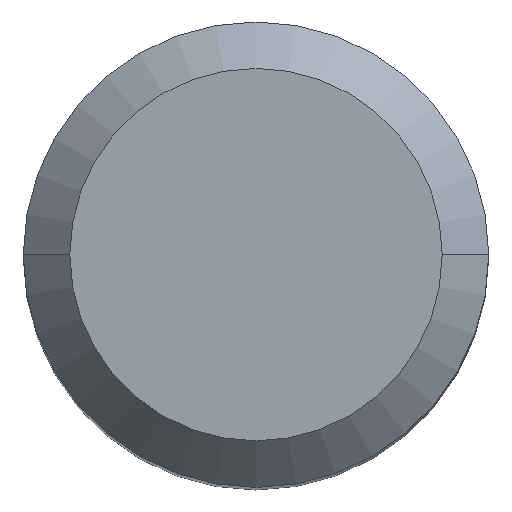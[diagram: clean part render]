
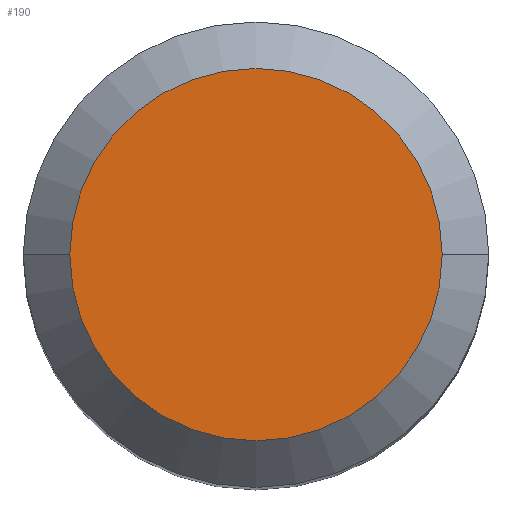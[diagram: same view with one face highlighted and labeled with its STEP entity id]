
A CAD part, top view. The second image highlights one B-rep face of the part: STEP entity #190.
In plain terms, the highlighted planar face has unit normal (0, 0, 1).
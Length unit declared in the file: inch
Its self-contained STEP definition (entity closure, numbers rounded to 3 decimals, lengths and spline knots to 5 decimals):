
#10 = CIRCLE ( 'NONE', #20, 0.15748 ) ;
#13 = DIRECTION ( 'NONE',  ( 1., 0., 0. ) ) ;
#20 = AXIS2_PLACEMENT_3D ( 'NONE', #49, #352, #88 ) ;
#49 = CARTESIAN_POINT ( 'NONE',  ( 0., 0., 0. ) ) ;
#55 = CARTESIAN_POINT ( 'NONE',  ( -0.15748, 0., 0. ) ) ;
#84 = EDGE_CURVE ( 'NONE', #174, #294, #10, .T. ) ;
#88 = DIRECTION ( 'NONE',  ( 1., 0., 0. ) ) ;
#93 = CARTESIAN_POINT ( 'NONE',  ( 0., 0., 0. ) ) ;
#122 = AXIS2_PLACEMENT_3D ( 'NONE', #93, #144, #460 ) ;
#140 = FACE_OUTER_BOUND ( 'NONE', #337, .T. ) ;
#144 = DIRECTION ( 'NONE',  ( 0., 0., -1. ) ) ;
#174 = VERTEX_POINT ( 'NONE', #441 ) ;
#180 = PLANE ( 'NONE',  #122 ) ;
#190 = ADVANCED_FACE ( 'NONE', ( #140 ), #180, .F. ) ;
#224 = EDGE_CURVE ( 'NONE', #294, #174, #361, .T. ) ;
#257 = DIRECTION ( 'NONE',  ( 0., 0., 1. ) ) ;
#294 = VERTEX_POINT ( 'NONE', #55 ) ;
#305 = ORIENTED_EDGE ( 'NONE', *, *, #84, .T. ) ;
#337 = EDGE_LOOP ( 'NONE', ( #501, #305 ) ) ;
#352 = DIRECTION ( 'NONE',  ( 0., 0., 1. ) ) ;
#361 = CIRCLE ( 'NONE', #486, 0.15748 ) ;
#419 = CARTESIAN_POINT ( 'NONE',  ( 0., 0., 0. ) ) ;
#441 = CARTESIAN_POINT ( 'NONE',  ( 0.15748, 0., 0. ) ) ;
#460 = DIRECTION ( 'NONE',  ( -1., 0., 0. ) ) ;
#486 = AXIS2_PLACEMENT_3D ( 'NONE', #419, #257, #13 ) ;
#501 = ORIENTED_EDGE ( 'NONE', *, *, #224, .T. ) ;
